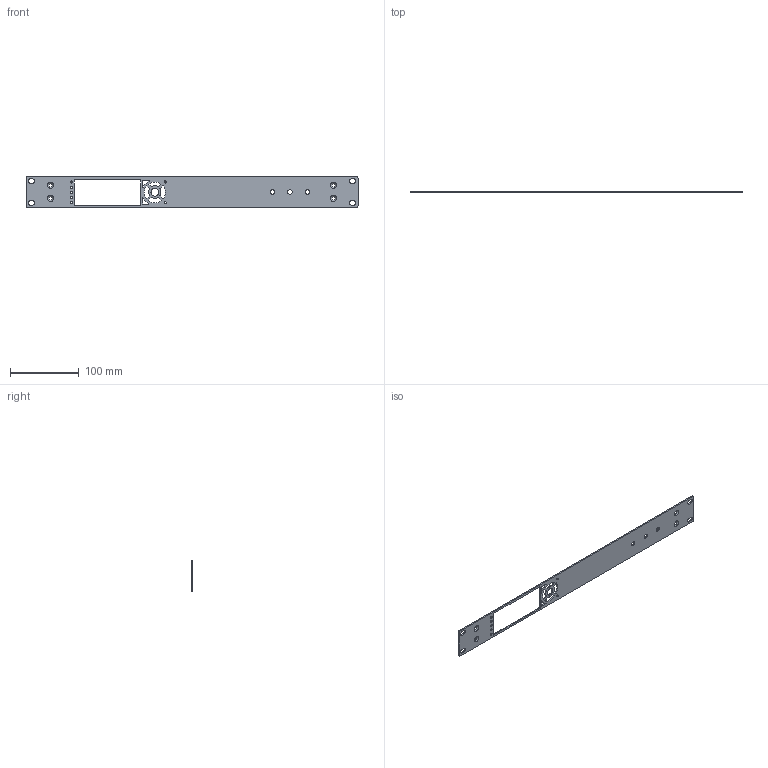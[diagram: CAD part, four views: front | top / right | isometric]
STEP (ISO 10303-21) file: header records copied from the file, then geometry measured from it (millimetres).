
FILE_DESCRIPTION(('FreeCAD Model'),'2;1');
FILE_NAME('Open CASCADE Shape Model','2025-04-28T23:57:55',(''),(''), 'Open CASCADE STEP processor 7.8','FreeCAD','Unknown');
FILE_SCHEMA(('AUTOMOTIVE_DESIGN { 1 0 10303 214 1 1 1 1 }'));
Length unit declared in the file: millimetre
Products named in the file (1): Rack Face
Bounding box: 482.6 x 1.88 x 44.45 mm (x, y, z)
Volume: 31255.7 mm3; surface area: 36924.6 mm2
Topology: 1 solids, 1 shells, 90 faces, 264 edges, 176 vertices
Faces by surface type: cylinder 56, plane 30, cone 4
Full cylindrical faces by diameter (mm): 3 x4, 3.302 x3, 6.5 x3, 11.3 x1
Entity records: 3173 total; most frequent: DIRECTION 565, CARTESIAN_POINT 532, ORIENTED_EDGE 528, EDGE_CURVE 264, AXIS2_PLACEMENT_3D 211, VERTEX_POINT 176, LINE 143, VECTOR 143
